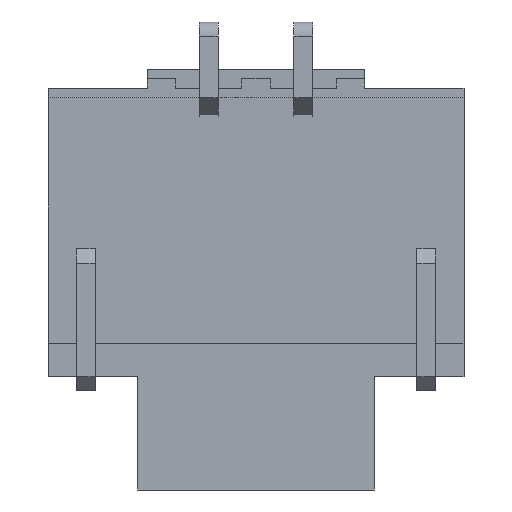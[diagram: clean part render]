
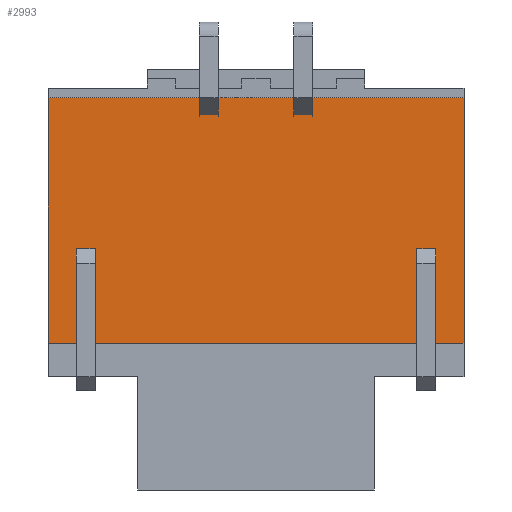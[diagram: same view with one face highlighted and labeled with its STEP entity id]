
A CAD part, front view. The second image highlights one B-rep face of the part: STEP entity #2993.
In plain terms, the highlighted planar face has unit normal (0, -1, 0).
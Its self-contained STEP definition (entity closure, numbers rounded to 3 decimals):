
#232=ORIENTED_EDGE('',*,*,#890,.F.);
#233=ORIENTED_EDGE('',*,*,#891,.T.);
#234=ORIENTED_EDGE('',*,*,#772,.F.);
#235=ORIENTED_EDGE('',*,*,#892,.F.);
#236=ORIENTED_EDGE('',*,*,#893,.F.);
#237=ORIENTED_EDGE('',*,*,#894,.T.);
#238=ORIENTED_EDGE('',*,*,#895,.F.);
#239=ORIENTED_EDGE('',*,*,#839,.F.);
#240=ORIENTED_EDGE('',*,*,#889,.T.);
#241=ORIENTED_EDGE('',*,*,#841,.T.);
#242=ORIENTED_EDGE('',*,*,#762,.F.);
#243=ORIENTED_EDGE('',*,*,#896,.F.);
#762=EDGE_CURVE('',#1106,#1107,#1335,.T.);
#772=EDGE_CURVE('',#1116,#1117,#1345,.T.);
#839=EDGE_CURVE('',#1175,#1176,#1408,.T.);
#841=EDGE_CURVE('',#1177,#1107,#1410,.T.);
#889=EDGE_CURVE('',#1175,#1177,#1458,.T.);
#890=EDGE_CURVE('',#1208,#1209,#1459,.T.);
#891=EDGE_CURVE('',#1208,#1117,#1460,.T.);
#892=EDGE_CURVE('',#1210,#1116,#1461,.T.);
#893=EDGE_CURVE('',#1211,#1210,#1462,.T.);
#894=EDGE_CURVE('',#1211,#1212,#1463,.T.);
#895=EDGE_CURVE('',#1176,#1212,#1464,.T.);
#896=EDGE_CURVE('',#1209,#1106,#1465,.T.);
#1106=VERTEX_POINT('',#3882);
#1107=VERTEX_POINT('',#3884);
#1116=VERTEX_POINT('',#3905);
#1117=VERTEX_POINT('',#3906);
#1175=VERTEX_POINT('',#4037);
#1176=VERTEX_POINT('',#4039);
#1177=VERTEX_POINT('',#4043);
#1208=VERTEX_POINT('',#4134);
#1209=VERTEX_POINT('',#4135);
#1210=VERTEX_POINT('',#4138);
#1211=VERTEX_POINT('',#4140);
#1212=VERTEX_POINT('',#4142);
#1335=LINE('',#3883,#1660);
#1345=LINE('',#3904,#1670);
#1408=LINE('',#4038,#1733);
#1410=LINE('',#4042,#1735);
#1458=LINE('',#4131,#1783);
#1459=LINE('',#4133,#1784);
#1460=LINE('',#4136,#1785);
#1461=LINE('',#4137,#1786);
#1462=LINE('',#4139,#1787);
#1463=LINE('',#4141,#1788);
#1464=LINE('',#4143,#1789);
#1465=LINE('',#4144,#1790);
#1660=VECTOR('',#3264,1000.);
#1670=VECTOR('',#3278,1000.);
#1733=VECTOR('',#3363,1000.);
#1735=VECTOR('',#3367,1000.);
#1783=VECTOR('',#3435,1000.);
#1784=VECTOR('',#3438,1000.);
#1785=VECTOR('',#3439,1000.);
#1786=VECTOR('',#3440,1000.);
#1787=VECTOR('',#3441,1000.);
#1788=VECTOR('',#3442,1000.);
#1789=VECTOR('',#3443,1000.);
#1790=VECTOR('',#3444,1000.);
#2003=EDGE_LOOP('',(#232,#233,#234,#235,#236,#237,#238,#239,#240,#241,#242,
#243));
#2126=FACE_BOUND('',#2003,.T.);
#2248=PLANE('',#3134);
#2993=ADVANCED_FACE('',(#2126),#2248,.F.);
#3134=AXIS2_PLACEMENT_3D('',#4132,#3436,#3437);
#3264=DIRECTION('',(-1.,0.,0.));
#3278=DIRECTION('',(-1.,0.,0.));
#3363=DIRECTION('',(0.,0.,-1.));
#3367=DIRECTION('',(0.,0.,-1.));
#3435=DIRECTION('',(-1.,0.,0.));
#3436=DIRECTION('',(0.,1.,0.));
#3437=DIRECTION('',(0.,0.,1.));
#3438=DIRECTION('',(-1.,0.,0.));
#3439=DIRECTION('',(0.,0.,-1.));
#3440=DIRECTION('',(0.,0.,-1.));
#3441=DIRECTION('',(-1.,0.,0.));
#3442=DIRECTION('',(0.,0.,-1.));
#3443=DIRECTION('',(-1.,0.,0.));
#3444=DIRECTION('',(0.,0.,-1.));
#3882=CARTESIAN_POINT('',(-1.9,0.,-0.675));
#3883=CARTESIAN_POINT('',(2.2,0.,-0.675));
#3884=CARTESIAN_POINT('',(-2.2,0.,-0.675));
#3904=CARTESIAN_POINT('',(2.2,0.,-0.675));
#3905=CARTESIAN_POINT('',(1.7,0.,-0.675));
#3906=CARTESIAN_POINT('',(-1.7,0.,-0.675));
#4037=CARTESIAN_POINT('',(2.2,0.,1.925));
#4038=CARTESIAN_POINT('',(2.2,0.,1.925));
#4039=CARTESIAN_POINT('',(2.2,0.,-0.675));
#4042=CARTESIAN_POINT('',(-2.2,0.,1.925));
#4043=CARTESIAN_POINT('',(-2.2,0.,1.925));
#4131=CARTESIAN_POINT('',(2.2,0.,1.925));
#4132=CARTESIAN_POINT('',(2.2,0.,1.925));
#4133=CARTESIAN_POINT('',(2.2,0.,0.325));
#4134=CARTESIAN_POINT('',(-1.7,0.,0.325));
#4135=CARTESIAN_POINT('',(-1.9,0.,0.325));
#4136=CARTESIAN_POINT('',(-1.7,0.,1.925));
#4137=CARTESIAN_POINT('',(1.7,0.,1.925));
#4138=CARTESIAN_POINT('',(1.7,0.,0.325));
#4139=CARTESIAN_POINT('',(2.2,0.,0.325));
#4140=CARTESIAN_POINT('',(1.9,0.,0.325));
#4141=CARTESIAN_POINT('',(1.9,0.,1.925));
#4142=CARTESIAN_POINT('',(1.9,0.,-0.675));
#4143=CARTESIAN_POINT('',(2.2,0.,-0.675));
#4144=CARTESIAN_POINT('',(-1.9,0.,1.925));
